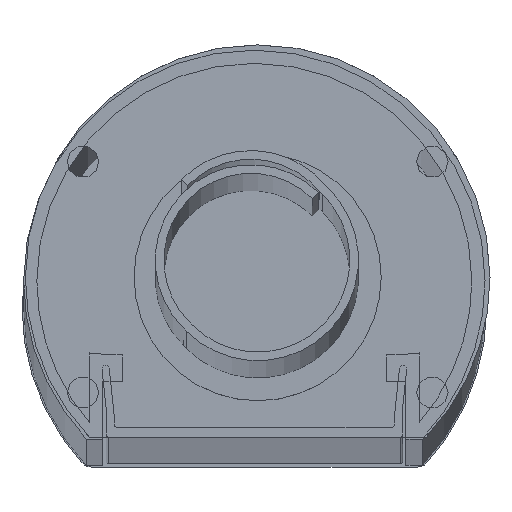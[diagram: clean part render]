
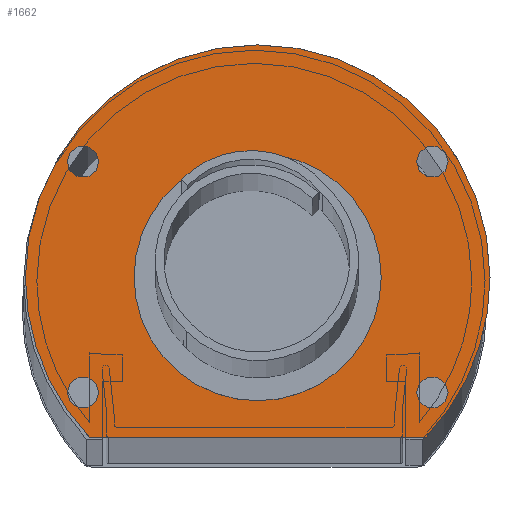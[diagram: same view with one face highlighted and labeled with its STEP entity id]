
A CAD part, top view. The second image highlights one B-rep face of the part: STEP entity #1662.
In plain terms, the highlighted planar face has unit normal (0, 0, 1).
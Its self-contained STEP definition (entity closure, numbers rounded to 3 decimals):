
#3 = ORIENTED_EDGE ( 'NONE', *, *, #740, .F. ) ;
#11 = EDGE_CURVE ( 'NONE', #274, #1085, #3154, .T. ) ;
#45 = EDGE_CURVE ( 'NONE', #1564, #1735, #897, .T. ) ;
#47 = VECTOR ( 'NONE', #930, 1000. ) ;
#135 = EDGE_CURVE ( 'NONE', #2305, #1703, #2151, .T. ) ;
#173 = EDGE_CURVE ( 'NONE', #1085, #510, #511, .T. ) ;
#185 = VERTEX_POINT ( 'NONE', #1785 ) ;
#188 = AXIS2_PLACEMENT_3D ( 'NONE', #1482, #2498, #2951 ) ;
#213 = ORIENTED_EDGE ( 'NONE', *, *, #400, .T. ) ;
#262 = EDGE_CURVE ( 'NONE', #704, #1363, #868, .T. ) ;
#274 = VERTEX_POINT ( 'NONE', #2591 ) ;
#296 = CARTESIAN_POINT ( 'NONE',  ( 28.9, -17.5, 3. ) ) ;
#338 = FACE_OUTER_BOUND ( 'NONE', #1976, .T. ) ;
#342 = CARTESIAN_POINT ( 'NONE',  ( 0., 0., 3. ) ) ;
#400 = EDGE_CURVE ( 'NONE', #185, #274, #2678, .T. ) ;
#405 = AXIS2_PLACEMENT_3D ( 'NONE', #1113, #549, #3126 ) ;
#411 = EDGE_CURVE ( 'NONE', #510, #185, #2858, .T. ) ;
#462 = DIRECTION ( 'NONE',  ( 0., 0., 1. ) ) ;
#470 = FACE_BOUND ( 'NONE', #2331, .T. ) ;
#475 = VERTEX_POINT ( 'NONE', #3065 ) ;
#492 = CARTESIAN_POINT ( 'NONE',  ( 0., 0., 3. ) ) ;
#510 = VERTEX_POINT ( 'NONE', #1905 ) ;
#511 = CIRCLE ( 'NONE', #2147, 35.25 ) ;
#518 = DIRECTION ( 'NONE',  ( -1., 0., 0. ) ) ;
#541 = CARTESIAN_POINT ( 'NONE',  ( 18.75, 0., 3. ) ) ;
#546 = DIRECTION ( 'NONE',  ( 0., 0., 1. ) ) ;
#547 = EDGE_LOOP ( 'NONE', ( #2431, #2812 ) ) ;
#549 = DIRECTION ( 'NONE',  ( 0., 0., 1. ) ) ;
#570 = DIRECTION ( 'NONE',  ( 0., 0., 1. ) ) ;
#585 = ORIENTED_EDGE ( 'NONE', *, *, #173, .T. ) ;
#647 = ORIENTED_EDGE ( 'NONE', *, *, #2622, .F. ) ;
#677 = DIRECTION ( 'NONE',  ( 1., 0., 0. ) ) ;
#678 = EDGE_CURVE ( 'NONE', #1703, #2305, #3020, .T. ) ;
#704 = VERTEX_POINT ( 'NONE', #3081 ) ;
#720 = CARTESIAN_POINT ( 'NONE',  ( 26.5, -17.5, 3. ) ) ;
#728 = DIRECTION ( 'NONE',  ( -1., 0., 0. ) ) ;
#740 = EDGE_CURVE ( 'NONE', #1485, #1440, #1525, .T. ) ;
#766 = FACE_BOUND ( 'NONE', #547, .T. ) ;
#769 = CARTESIAN_POINT ( 'NONE',  ( -18.75, 0., 3. ) ) ;
#828 = AXIS2_PLACEMENT_3D ( 'NONE', #2830, #2819, #1721 ) ;
#855 = EDGE_LOOP ( 'NONE', ( #647, #3 ) ) ;
#868 = CIRCLE ( 'NONE', #188, 2.4 ) ;
#884 = DIRECTION ( 'NONE',  ( 1., 0., 0. ) ) ;
#897 = CIRCLE ( 'NONE', #3008, 2.4 ) ;
#930 = DIRECTION ( 'NONE',  ( 1., 0., 0. ) ) ;
#931 = VERTEX_POINT ( 'NONE', #2104 ) ;
#942 = DIRECTION ( 'NONE',  ( -1., 0., 0. ) ) ;
#991 = CARTESIAN_POINT ( 'NONE',  ( -28.9, 17.5, 3. ) ) ;
#1009 = CIRCLE ( 'NONE', #2881, 2.4 ) ;
#1012 = AXIS2_PLACEMENT_3D ( 'NONE', #342, #1107, #677 ) ;
#1047 = EDGE_LOOP ( 'NONE', ( #1572, #1378 ) ) ;
#1085 = VERTEX_POINT ( 'NONE', #2369 ) ;
#1087 = FACE_BOUND ( 'NONE', #2872, .T. ) ;
#1107 = DIRECTION ( 'NONE',  ( 0., 0., 1. ) ) ;
#1113 = CARTESIAN_POINT ( 'NONE',  ( -26.5, -17.5, 3. ) ) ;
#1114 = EDGE_CURVE ( 'NONE', #1735, #1564, #1155, .T. ) ;
#1131 = AXIS2_PLACEMENT_3D ( 'NONE', #492, #2670, #3098 ) ;
#1155 = CIRCLE ( 'NONE', #2385, 2.4 ) ;
#1328 = DIRECTION ( 'NONE',  ( 0., 0., 1. ) ) ;
#1363 = VERTEX_POINT ( 'NONE', #991 ) ;
#1378 = ORIENTED_EDGE ( 'NONE', *, *, #262, .F. ) ;
#1440 = VERTEX_POINT ( 'NONE', #769 ) ;
#1482 = CARTESIAN_POINT ( 'NONE',  ( -26.5, 17.5, 3. ) ) ;
#1485 = VERTEX_POINT ( 'NONE', #541 ) ;
#1525 = CIRCLE ( 'NONE', #1012, 18.75 ) ;
#1564 = VERTEX_POINT ( 'NONE', #296 ) ;
#1572 = ORIENTED_EDGE ( 'NONE', *, *, #2687, .F. ) ;
#1613 = CARTESIAN_POINT ( 'NONE',  ( 0., 0., 3. ) ) ;
#1635 = EDGE_CURVE ( 'NONE', #475, #931, #1009, .T. ) ;
#1662 = ADVANCED_FACE ( 'NONE', ( #1683, #1087, #338, #470, #1767, #766 ), #2345, .T. ) ;
#1683 = FACE_BOUND ( 'NONE', #1047, .T. ) ;
#1685 = CARTESIAN_POINT ( 'NONE',  ( -28.9, -17.5, 3. ) ) ;
#1686 = ORIENTED_EDGE ( 'NONE', *, *, #11, .T. ) ;
#1703 = VERTEX_POINT ( 'NONE', #1685 ) ;
#1721 = DIRECTION ( 'NONE',  ( 1., 0., 0. ) ) ;
#1732 = EDGE_CURVE ( 'NONE', #931, #475, #2667, .T. ) ;
#1735 = VERTEX_POINT ( 'NONE', #1759 ) ;
#1746 = CARTESIAN_POINT ( 'NONE',  ( -25.583, -24.25, 3. ) ) ;
#1759 = CARTESIAN_POINT ( 'NONE',  ( 24.1, -17.5, 3. ) ) ;
#1767 = FACE_BOUND ( 'NONE', #855, .T. ) ;
#1785 = CARTESIAN_POINT ( 'NONE',  ( -35.25, 0., 3. ) ) ;
#1886 = CIRCLE ( 'NONE', #2129, 18.75 ) ;
#1905 = CARTESIAN_POINT ( 'NONE',  ( 35.25, 0., 3. ) ) ;
#1927 = DIRECTION ( 'NONE',  ( 0., 0., 1. ) ) ;
#1976 = EDGE_LOOP ( 'NONE', ( #585, #2902, #213, #1686 ) ) ;
#1998 = DIRECTION ( 'NONE',  ( 1., 0., 0. ) ) ;
#2009 = AXIS2_PLACEMENT_3D ( 'NONE', #2359, #2648, #2094 ) ;
#2015 = DIRECTION ( 'NONE',  ( 0., 0., 1. ) ) ;
#2016 = CARTESIAN_POINT ( 'NONE',  ( 26.5, -17.5, 3. ) ) ;
#2057 = CARTESIAN_POINT ( 'NONE',  ( 0., 0., 3. ) ) ;
#2092 = CARTESIAN_POINT ( 'NONE',  ( 26.5, 17.5, 3. ) ) ;
#2094 = DIRECTION ( 'NONE',  ( 1., 0., 0. ) ) ;
#2104 = CARTESIAN_POINT ( 'NONE',  ( 28.9, 17.5, 3. ) ) ;
#2129 = AXIS2_PLACEMENT_3D ( 'NONE', #1613, #2348, #3214 ) ;
#2147 = AXIS2_PLACEMENT_3D ( 'NONE', #2057, #462, #884 ) ;
#2151 = CIRCLE ( 'NONE', #2505, 2.4 ) ;
#2186 = ORIENTED_EDGE ( 'NONE', *, *, #1114, .F. ) ;
#2305 = VERTEX_POINT ( 'NONE', #3181 ) ;
#2331 = EDGE_LOOP ( 'NONE', ( #2186, #3018 ) ) ;
#2332 = CARTESIAN_POINT ( 'NONE',  ( -26.5, -17.5, 3. ) ) ;
#2345 = PLANE ( 'NONE',  #2843 ) ;
#2348 = DIRECTION ( 'NONE',  ( 0., 0., 1. ) ) ;
#2359 = CARTESIAN_POINT ( 'NONE',  ( -26.5, 17.5, 3. ) ) ;
#2369 = CARTESIAN_POINT ( 'NONE',  ( 25.583, -24.25, 3. ) ) ;
#2385 = AXIS2_PLACEMENT_3D ( 'NONE', #2016, #2015, #1998 ) ;
#2393 = DIRECTION ( 'NONE',  ( 0., 0., 1. ) ) ;
#2431 = ORIENTED_EDGE ( 'NONE', *, *, #1635, .F. ) ;
#2489 = CARTESIAN_POINT ( 'NONE',  ( 26.5, 17.5, 3. ) ) ;
#2498 = DIRECTION ( 'NONE',  ( 0., 0., 1. ) ) ;
#2505 = AXIS2_PLACEMENT_3D ( 'NONE', #2332, #570, #518 ) ;
#2540 = CIRCLE ( 'NONE', #2009, 2.4 ) ;
#2552 = DIRECTION ( 'NONE',  ( 1., 0., 0. ) ) ;
#2591 = CARTESIAN_POINT ( 'NONE',  ( -25.583, -24.25, 3. ) ) ;
#2622 = EDGE_CURVE ( 'NONE', #1440, #1485, #1886, .T. ) ;
#2648 = DIRECTION ( 'NONE',  ( 0., 0., 1. ) ) ;
#2667 = CIRCLE ( 'NONE', #2821, 2.4 ) ;
#2670 = DIRECTION ( 'NONE',  ( 0., 0., 1. ) ) ;
#2678 = CIRCLE ( 'NONE', #828, 35.25 ) ;
#2687 = EDGE_CURVE ( 'NONE', #1363, #704, #2540, .T. ) ;
#2761 = ORIENTED_EDGE ( 'NONE', *, *, #135, .F. ) ;
#2763 = DIRECTION ( 'NONE',  ( 1., 0., 0. ) ) ;
#2765 = CARTESIAN_POINT ( 'NONE',  ( 0., 0., 3. ) ) ;
#2812 = ORIENTED_EDGE ( 'NONE', *, *, #1732, .F. ) ;
#2819 = DIRECTION ( 'NONE',  ( 0., 0., 1. ) ) ;
#2821 = AXIS2_PLACEMENT_3D ( 'NONE', #2489, #546, #728 ) ;
#2830 = CARTESIAN_POINT ( 'NONE',  ( 0., 0., 3. ) ) ;
#2843 = AXIS2_PLACEMENT_3D ( 'NONE', #2765, #2393, #2552 ) ;
#2858 = CIRCLE ( 'NONE', #1131, 35.25 ) ;
#2872 = EDGE_LOOP ( 'NONE', ( #3170, #2761 ) ) ;
#2881 = AXIS2_PLACEMENT_3D ( 'NONE', #2092, #1328, #942 ) ;
#2902 = ORIENTED_EDGE ( 'NONE', *, *, #411, .T. ) ;
#2951 = DIRECTION ( 'NONE',  ( 1., 0., 0. ) ) ;
#3008 = AXIS2_PLACEMENT_3D ( 'NONE', #720, #1927, #2763 ) ;
#3018 = ORIENTED_EDGE ( 'NONE', *, *, #45, .F. ) ;
#3020 = CIRCLE ( 'NONE', #405, 2.4 ) ;
#3065 = CARTESIAN_POINT ( 'NONE',  ( 24.1, 17.5, 3. ) ) ;
#3081 = CARTESIAN_POINT ( 'NONE',  ( -24.1, 17.5, 3. ) ) ;
#3098 = DIRECTION ( 'NONE',  ( 1., 0., 0. ) ) ;
#3126 = DIRECTION ( 'NONE',  ( -1., 0., 0. ) ) ;
#3154 = LINE ( 'NONE', #1746, #47 ) ;
#3170 = ORIENTED_EDGE ( 'NONE', *, *, #678, .F. ) ;
#3181 = CARTESIAN_POINT ( 'NONE',  ( -24.1, -17.5, 3. ) ) ;
#3214 = DIRECTION ( 'NONE',  ( 1., 0., 0. ) ) ;
